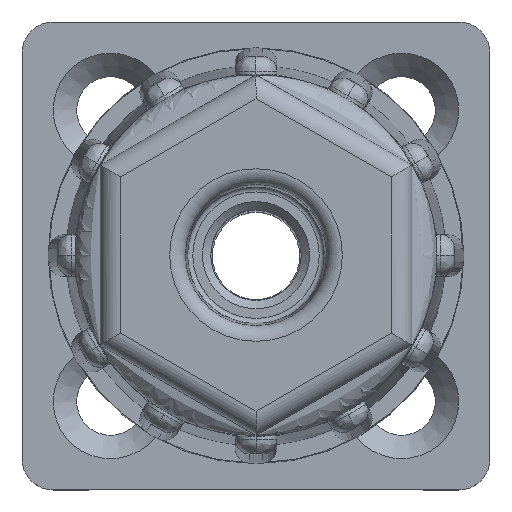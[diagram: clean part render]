
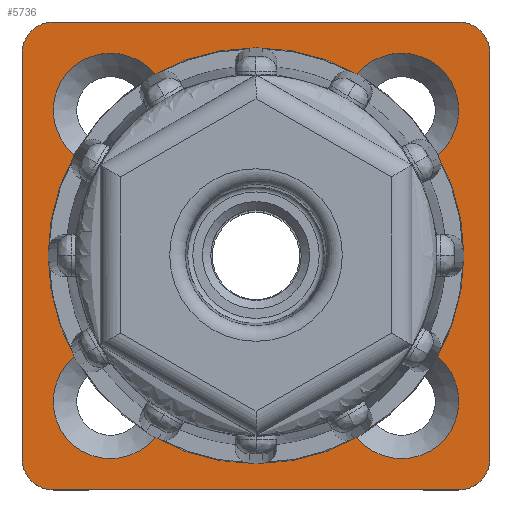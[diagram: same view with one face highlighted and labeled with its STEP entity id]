
A CAD part, top view. The second image highlights one B-rep face of the part: STEP entity #5736.
In plain terms, the highlighted planar face has unit normal (0, 0, 1).
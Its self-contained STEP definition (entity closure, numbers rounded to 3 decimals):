
#17 = DIRECTION ( 'NONE',  ( -1., 0., 0. ) ) ;
#209 = FACE_BOUND ( 'NONE', #12057, .T. ) ;
#227 = EDGE_CURVE ( 'NONE', #9157, #4775, #1708, .T. ) ;
#250 = LINE ( 'NONE', #2243, #14498 ) ;
#436 = CARTESIAN_POINT ( 'NONE',  ( -19.5, -14., 5. ) ) ;
#591 = CARTESIAN_POINT ( 'NONE',  ( 19.5, 19.5, 5. ) ) ;
#770 = EDGE_CURVE ( 'NONE', #9749, #9749, #9074, .T. ) ;
#885 = EDGE_CURVE ( 'NONE', #6741, #6741, #11737, .T. ) ;
#960 = ORIENTED_EDGE ( 'NONE', *, *, #885, .T. ) ;
#1020 = DIRECTION ( 'NONE',  ( 0., -1., 0. ) ) ;
#1042 = VERTEX_POINT ( 'NONE', #12846 ) ;
#1625 = EDGE_CURVE ( 'NONE', #5659, #3583, #6585, .T. ) ;
#1678 = CARTESIAN_POINT ( 'NONE',  ( -22.5, -19.5, 5. ) ) ;
#1693 = EDGE_CURVE ( 'NONE', #13302, #12104, #250, .T. ) ;
#1708 = CIRCLE ( 'NONE', #13063, 3. ) ;
#1742 = DIRECTION ( 'NONE',  ( -1., 0., 0. ) ) ;
#1782 = DIRECTION ( 'NONE',  ( 0., 0., -1. ) ) ;
#1858 = DIRECTION ( 'NONE',  ( 0., 0., 1. ) ) ;
#2127 = EDGE_LOOP ( 'NONE', ( #6909 ) ) ;
#2151 = DIRECTION ( 'NONE',  ( -1., 0., 0. ) ) ;
#2243 = CARTESIAN_POINT ( 'NONE',  ( 22.5, -22.5, 5. ) ) ;
#2442 = CARTESIAN_POINT ( 'NONE',  ( -14., -14., 5. ) ) ;
#2514 = FACE_BOUND ( 'NONE', #6872, .T. ) ;
#2692 = CARTESIAN_POINT ( 'NONE',  ( 0., 0., 5. ) ) ;
#2704 = AXIS2_PLACEMENT_3D ( 'NONE', #4875, #12755, #6012 ) ;
#2710 = VERTEX_POINT ( 'NONE', #12919 ) ;
#3016 = ORIENTED_EDGE ( 'NONE', *, *, #7456, .T. ) ;
#3235 = ORIENTED_EDGE ( 'NONE', *, *, #7696, .T. ) ;
#3434 = ORIENTED_EDGE ( 'NONE', *, *, #227, .T. ) ;
#3449 = CARTESIAN_POINT ( 'NONE',  ( 22.5, 19.5, 5. ) ) ;
#3579 = DIRECTION ( 'NONE',  ( -1., 0., 0. ) ) ;
#3583 = VERTEX_POINT ( 'NONE', #14171 ) ;
#3704 = CIRCLE ( 'NONE', #13082, 5.5 ) ;
#3838 = DIRECTION ( 'NONE',  ( -1., 0., 0. ) ) ;
#3863 = CARTESIAN_POINT ( 'NONE',  ( 8.5, 14., 5. ) ) ;
#3877 = CIRCLE ( 'NONE', #2704, 3. ) ;
#3925 = AXIS2_PLACEMENT_3D ( 'NONE', #13498, #6761, #17 ) ;
#4110 = ORIENTED_EDGE ( 'NONE', *, *, #10411, .T. ) ;
#4382 = CARTESIAN_POINT ( 'NONE',  ( -22.5, -22.5, 5. ) ) ;
#4510 = ORIENTED_EDGE ( 'NONE', *, *, #7867, .T. ) ;
#4524 = DIRECTION ( 'NONE',  ( 0., 0., -1. ) ) ;
#4540 = EDGE_LOOP ( 'NONE', ( #3016 ) ) ;
#4541 = LINE ( 'NONE', #5104, #10535 ) ;
#4730 = PLANE ( 'NONE',  #13840 ) ;
#4775 = VERTEX_POINT ( 'NONE', #11424 ) ;
#4875 = CARTESIAN_POINT ( 'NONE',  ( 19.5, -19.5, 5. ) ) ;
#4903 = DIRECTION ( 'NONE',  ( 0., 0., -1. ) ) ;
#4929 = CIRCLE ( 'NONE', #9000, 5.5 ) ;
#4954 = AXIS2_PLACEMENT_3D ( 'NONE', #2442, #10324, #3579 ) ;
#5035 = CARTESIAN_POINT ( 'NONE',  ( 8.5, -14., 5. ) ) ;
#5104 = CARTESIAN_POINT ( 'NONE',  ( -22.5, -22.5, 5. ) ) ;
#5499 = FACE_BOUND ( 'NONE', #4540, .T. ) ;
#5619 = LINE ( 'NONE', #4382, #14236 ) ;
#5659 = VERTEX_POINT ( 'NONE', #10789 ) ;
#5697 = VERTEX_POINT ( 'NONE', #5035 ) ;
#5736 = ADVANCED_FACE ( 'NONE', ( #5499, #209, #11849, #8502, #2514, #14118 ), #4730, .F. ) ;
#6012 = DIRECTION ( 'NONE',  ( -1., 0., 0. ) ) ;
#6172 = AXIS2_PLACEMENT_3D ( 'NONE', #2692, #10579, #3838 ) ;
#6349 = EDGE_CURVE ( 'NONE', #3583, #1042, #12176, .T. ) ;
#6431 = EDGE_CURVE ( 'NONE', #8701, #8701, #14106, .T. ) ;
#6432 = AXIS2_PLACEMENT_3D ( 'NONE', #11643, #4903, #12784 ) ;
#6585 = LINE ( 'NONE', #14487, #12232 ) ;
#6664 = VERTEX_POINT ( 'NONE', #7560 ) ;
#6697 = ORIENTED_EDGE ( 'NONE', *, *, #770, .T. ) ;
#6741 = VERTEX_POINT ( 'NONE', #3863 ) ;
#6761 = DIRECTION ( 'NONE',  ( 0., 0., 1. ) ) ;
#6872 = EDGE_LOOP ( 'NONE', ( #7094 ) ) ;
#6909 = ORIENTED_EDGE ( 'NONE', *, *, #7765, .T. ) ;
#6989 = DIRECTION ( 'NONE',  ( -1., 0., 0. ) ) ;
#7087 = AXIS2_PLACEMENT_3D ( 'NONE', #591, #8489, #1742 ) ;
#7094 = ORIENTED_EDGE ( 'NONE', *, *, #6431, .T. ) ;
#7456 = EDGE_CURVE ( 'NONE', #5697, #5697, #3704, .T. ) ;
#7560 = CARTESIAN_POINT ( 'NONE',  ( 19.5, -22.5, 5. ) ) ;
#7696 = EDGE_CURVE ( 'NONE', #1042, #9157, #5619, .T. ) ;
#7765 = EDGE_CURVE ( 'NONE', #2710, #2710, #4929, .T. ) ;
#7867 = EDGE_CURVE ( 'NONE', #6664, #13302, #3877, .T. ) ;
#8489 = DIRECTION ( 'NONE',  ( 0., 0., 1. ) ) ;
#8502 = FACE_BOUND ( 'NONE', #14433, .T. ) ;
#8526 = CARTESIAN_POINT ( 'NONE',  ( 14., -14., 5. ) ) ;
#8604 = CARTESIAN_POINT ( 'NONE',  ( -19.5, -19.5, 5. ) ) ;
#8701 = VERTEX_POINT ( 'NONE', #11782 ) ;
#8792 = ORIENTED_EDGE ( 'NONE', *, *, #6349, .T. ) ;
#9000 = AXIS2_PLACEMENT_3D ( 'NONE', #11248, #4524, #12398 ) ;
#9074 = CIRCLE ( 'NONE', #4954, 5.5 ) ;
#9157 = VERTEX_POINT ( 'NONE', #1678 ) ;
#9345 = CARTESIAN_POINT ( 'NONE',  ( 22.5, -19.5, 5. ) ) ;
#9466 = EDGE_LOOP ( 'NONE', ( #4110, #4510, #12071, #14609, #13362, #8792, #3235, #3434 ) ) ;
#9645 = DIRECTION ( 'NONE',  ( -1., 0., 0. ) ) ;
#9721 = DIRECTION ( 'NONE',  ( -1., 0., 0. ) ) ;
#9749 = VERTEX_POINT ( 'NONE', #436 ) ;
#10324 = DIRECTION ( 'NONE',  ( 0., 0., -1. ) ) ;
#10411 = EDGE_CURVE ( 'NONE', #4775, #6664, #4541, .T. ) ;
#10535 = VECTOR ( 'NONE', #12985, 1000. ) ;
#10579 = DIRECTION ( 'NONE',  ( 0., 0., -1. ) ) ;
#10789 = CARTESIAN_POINT ( 'NONE',  ( 19.5, 22.5, 5. ) ) ;
#11248 = CARTESIAN_POINT ( 'NONE',  ( -14., 14., 5. ) ) ;
#11424 = CARTESIAN_POINT ( 'NONE',  ( -19.5, -22.5, 5. ) ) ;
#11643 = CARTESIAN_POINT ( 'NONE',  ( 14., 14., 5. ) ) ;
#11737 = CIRCLE ( 'NONE', #6432, 5.5 ) ;
#11782 = CARTESIAN_POINT ( 'NONE',  ( -14., 0., 5. ) ) ;
#11849 = FACE_BOUND ( 'NONE', #2127, .T. ) ;
#12057 = EDGE_LOOP ( 'NONE', ( #6697 ) ) ;
#12071 = ORIENTED_EDGE ( 'NONE', *, *, #1693, .T. ) ;
#12104 = VERTEX_POINT ( 'NONE', #3449 ) ;
#12176 = CIRCLE ( 'NONE', #3925, 3. ) ;
#12232 = VECTOR ( 'NONE', #2151, 1000. ) ;
#12398 = DIRECTION ( 'NONE',  ( -1., 0., 0. ) ) ;
#12492 = EDGE_CURVE ( 'NONE', #12104, #5659, #13637, .T. ) ;
#12603 = CARTESIAN_POINT ( 'NONE',  ( -22.5, 22.5, 5. ) ) ;
#12755 = DIRECTION ( 'NONE',  ( 0., 0., 1. ) ) ;
#12784 = DIRECTION ( 'NONE',  ( -1., 0., 0. ) ) ;
#12846 = CARTESIAN_POINT ( 'NONE',  ( -22.5, 19.5, 5. ) ) ;
#12919 = CARTESIAN_POINT ( 'NONE',  ( -19.5, 14., 5. ) ) ;
#12985 = DIRECTION ( 'NONE',  ( 1., 0., 0. ) ) ;
#13063 = AXIS2_PLACEMENT_3D ( 'NONE', #8604, #1858, #9721 ) ;
#13082 = AXIS2_PLACEMENT_3D ( 'NONE', #8526, #1782, #9645 ) ;
#13302 = VERTEX_POINT ( 'NONE', #9345 ) ;
#13362 = ORIENTED_EDGE ( 'NONE', *, *, #1625, .T. ) ;
#13498 = CARTESIAN_POINT ( 'NONE',  ( -19.5, 19.5, 5. ) ) ;
#13505 = DIRECTION ( 'NONE',  ( 0., 1., 0. ) ) ;
#13637 = CIRCLE ( 'NONE', #7087, 3. ) ;
#13722 = DIRECTION ( 'NONE',  ( 0., 0., -1. ) ) ;
#13840 = AXIS2_PLACEMENT_3D ( 'NONE', #12603, #13722, #6989 ) ;
#14106 = CIRCLE ( 'NONE', #6172, 14. ) ;
#14118 = FACE_OUTER_BOUND ( 'NONE', #9466, .T. ) ;
#14171 = CARTESIAN_POINT ( 'NONE',  ( -19.5, 22.5, 5. ) ) ;
#14236 = VECTOR ( 'NONE', #1020, 1000. ) ;
#14433 = EDGE_LOOP ( 'NONE', ( #960 ) ) ;
#14487 = CARTESIAN_POINT ( 'NONE',  ( -22.5, 22.5, 5. ) ) ;
#14498 = VECTOR ( 'NONE', #13505, 1000. ) ;
#14609 = ORIENTED_EDGE ( 'NONE', *, *, #12492, .T. ) ;
